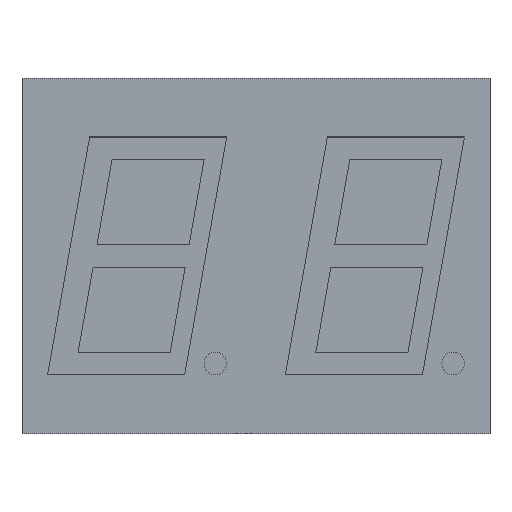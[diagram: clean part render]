
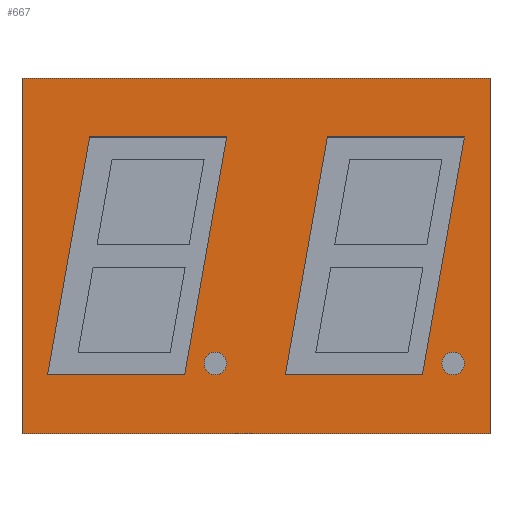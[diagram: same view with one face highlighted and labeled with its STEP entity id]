
A CAD part, top view. The second image highlights one B-rep face of the part: STEP entity #667.
In plain terms, the highlighted planar face has unit normal (0, 0, 1).
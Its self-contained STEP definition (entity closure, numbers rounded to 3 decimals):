
#32 = VERTEX_POINT('',#33);
#33 = CARTESIAN_POINT('',(-12.5,9.5,8.));
#39 = EDGE_CURVE('',#32,#40,#42,.T.);
#40 = VERTEX_POINT('',#41);
#41 = CARTESIAN_POINT('',(12.5,9.5,8.));
#42 = LINE('',#43,#44);
#43 = CARTESIAN_POINT('',(-12.5,9.5,8.));
#44 = VECTOR('',#45,1.);
#45 = DIRECTION('',(1.,0.,0.));
#626 = EDGE_CURVE('',#40,#627,#629,.T.);
#627 = VERTEX_POINT('',#628);
#628 = CARTESIAN_POINT('',(12.5,-9.5,8.));
#629 = LINE('',#630,#631);
#630 = CARTESIAN_POINT('',(12.5,9.5,8.));
#631 = VECTOR('',#632,1.);
#632 = DIRECTION('',(0.,-1.,0.));
#667 = ADVANCED_FACE('',(#668,#686,#697,#708,#742),#776,.F.);
#668 = FACE_BOUND('',#669,.F.);
#669 = EDGE_LOOP('',(#670,#671,#672,#680));
#670 = ORIENTED_EDGE('',*,*,#39,.T.);
#671 = ORIENTED_EDGE('',*,*,#626,.T.);
#672 = ORIENTED_EDGE('',*,*,#673,.T.);
#673 = EDGE_CURVE('',#627,#674,#676,.T.);
#674 = VERTEX_POINT('',#675);
#675 = CARTESIAN_POINT('',(-12.5,-9.5,8.));
#676 = LINE('',#677,#678);
#677 = CARTESIAN_POINT('',(12.5,-9.5,8.));
#678 = VECTOR('',#679,1.);
#679 = DIRECTION('',(-1.,0.,0.));
#680 = ORIENTED_EDGE('',*,*,#681,.T.);
#681 = EDGE_CURVE('',#674,#32,#682,.T.);
#682 = LINE('',#683,#684);
#683 = CARTESIAN_POINT('',(-12.5,-9.5,8.));
#684 = VECTOR('',#685,1.);
#685 = DIRECTION('',(0.,1.,0.));
#686 = FACE_BOUND('',#687,.F.);
#687 = EDGE_LOOP('',(#688));
#688 = ORIENTED_EDGE('',*,*,#689,.T.);
#689 = EDGE_CURVE('',#690,#690,#692,.T.);
#690 = VERTEX_POINT('',#691);
#691 = CARTESIAN_POINT('',(11.13,-5.75,8.));
#692 = CIRCLE('',#693,0.6);
#693 = AXIS2_PLACEMENT_3D('',#694,#695,#696);
#694 = CARTESIAN_POINT('',(10.53,-5.75,8.));
#695 = DIRECTION('',(0.,0.,1.));
#696 = DIRECTION('',(1.,0.,0.));
#697 = FACE_BOUND('',#698,.F.);
#698 = EDGE_LOOP('',(#699));
#699 = ORIENTED_EDGE('',*,*,#700,.T.);
#700 = EDGE_CURVE('',#701,#701,#703,.T.);
#701 = VERTEX_POINT('',#702);
#702 = CARTESIAN_POINT('',(-1.57,-5.75,8.));
#703 = CIRCLE('',#704,0.6);
#704 = AXIS2_PLACEMENT_3D('',#705,#706,#707);
#705 = CARTESIAN_POINT('',(-2.17,-5.75,8.));
#706 = DIRECTION('',(0.,0.,1.));
#707 = DIRECTION('',(1.,0.,0.));
#708 = FACE_BOUND('',#709,.F.);
#709 = EDGE_LOOP('',(#710,#720,#728,#736));
#710 = ORIENTED_EDGE('',*,*,#711,.F.);
#711 = EDGE_CURVE('',#712,#714,#716,.T.);
#712 = VERTEX_POINT('',#713);
#713 = CARTESIAN_POINT('',(1.57,-6.35,8.));
#714 = VERTEX_POINT('',#715);
#715 = CARTESIAN_POINT('',(3.809,6.35,8.));
#716 = LINE('',#717,#718);
#717 = CARTESIAN_POINT('',(1.57,-6.35,8.));
#718 = VECTOR('',#719,1.);
#719 = DIRECTION('',(0.174,0.985,0.));
#720 = ORIENTED_EDGE('',*,*,#721,.F.);
#721 = EDGE_CURVE('',#722,#712,#724,.T.);
#722 = VERTEX_POINT('',#723);
#723 = CARTESIAN_POINT('',(8.891,-6.35,8.));
#724 = LINE('',#725,#726);
#725 = CARTESIAN_POINT('',(8.891,-6.35,8.));
#726 = VECTOR('',#727,1.);
#727 = DIRECTION('',(-1.,0.,0.));
#728 = ORIENTED_EDGE('',*,*,#729,.F.);
#729 = EDGE_CURVE('',#730,#722,#732,.T.);
#730 = VERTEX_POINT('',#731);
#731 = CARTESIAN_POINT('',(11.13,6.35,8.));
#732 = LINE('',#733,#734);
#733 = CARTESIAN_POINT('',(11.13,6.35,8.));
#734 = VECTOR('',#735,1.);
#735 = DIRECTION('',(-0.174,-0.985,0.));
#736 = ORIENTED_EDGE('',*,*,#737,.F.);
#737 = EDGE_CURVE('',#714,#730,#738,.T.);
#738 = LINE('',#739,#740);
#739 = CARTESIAN_POINT('',(3.809,6.35,8.));
#740 = VECTOR('',#741,1.);
#741 = DIRECTION('',(1.,0.,0.));
#742 = FACE_BOUND('',#743,.F.);
#743 = EDGE_LOOP('',(#744,#754,#762,#770));
#744 = ORIENTED_EDGE('',*,*,#745,.F.);
#745 = EDGE_CURVE('',#746,#748,#750,.T.);
#746 = VERTEX_POINT('',#747);
#747 = CARTESIAN_POINT('',(-11.13,-6.35,8.));
#748 = VERTEX_POINT('',#749);
#749 = CARTESIAN_POINT('',(-8.891,6.35,8.));
#750 = LINE('',#751,#752);
#751 = CARTESIAN_POINT('',(-11.13,-6.35,8.));
#752 = VECTOR('',#753,1.);
#753 = DIRECTION('',(0.174,0.985,0.));
#754 = ORIENTED_EDGE('',*,*,#755,.F.);
#755 = EDGE_CURVE('',#756,#746,#758,.T.);
#756 = VERTEX_POINT('',#757);
#757 = CARTESIAN_POINT('',(-3.809,-6.35,8.));
#758 = LINE('',#759,#760);
#759 = CARTESIAN_POINT('',(-3.809,-6.35,8.));
#760 = VECTOR('',#761,1.);
#761 = DIRECTION('',(-1.,0.,0.));
#762 = ORIENTED_EDGE('',*,*,#763,.F.);
#763 = EDGE_CURVE('',#764,#756,#766,.T.);
#764 = VERTEX_POINT('',#765);
#765 = CARTESIAN_POINT('',(-1.57,6.35,8.));
#766 = LINE('',#767,#768);
#767 = CARTESIAN_POINT('',(-1.57,6.35,8.));
#768 = VECTOR('',#769,1.);
#769 = DIRECTION('',(-0.174,-0.985,0.));
#770 = ORIENTED_EDGE('',*,*,#771,.F.);
#771 = EDGE_CURVE('',#748,#764,#772,.T.);
#772 = LINE('',#773,#774);
#773 = CARTESIAN_POINT('',(-8.891,6.35,8.));
#774 = VECTOR('',#775,1.);
#775 = DIRECTION('',(1.,0.,0.));
#776 = PLANE('',#777);
#777 = AXIS2_PLACEMENT_3D('',#778,#779,#780);
#778 = CARTESIAN_POINT('',(0.,0.,8.));
#779 = DIRECTION('',(-0.,-0.,-1.));
#780 = DIRECTION('',(-1.,0.,0.));
